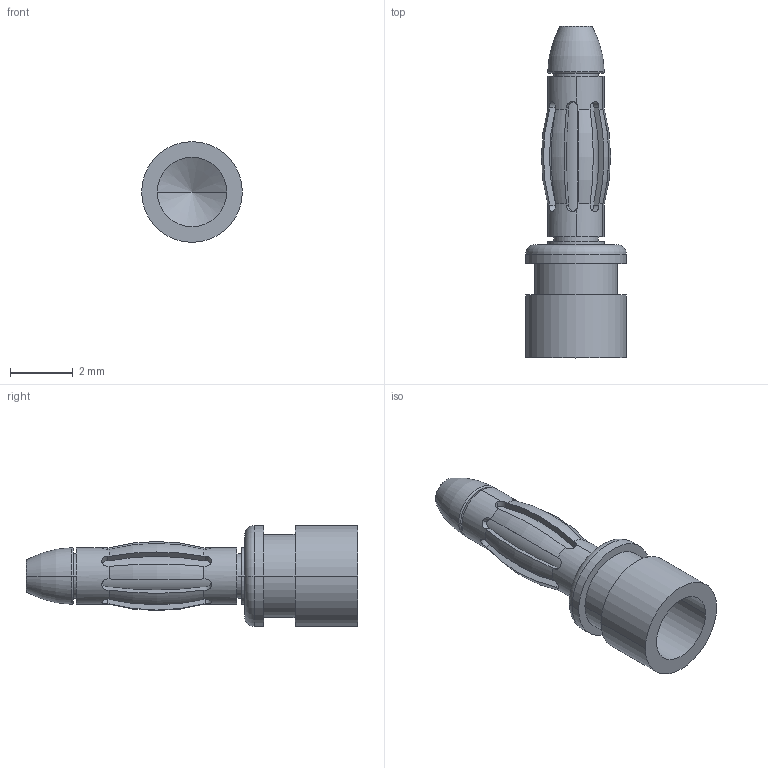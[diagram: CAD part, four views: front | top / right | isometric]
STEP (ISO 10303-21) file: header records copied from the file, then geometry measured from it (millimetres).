
FILE_DESCRIPTION (( 'STEP AP214' ), '1' );
FILE_NAME ('bullet_connector_2mm_plug.STEP', '2021-03-13T18:44:08', ( '' ), ( '' ), 'SwSTEP 2.0', 'SolidWorks 2019', '' );
FILE_SCHEMA (( 'AUTOMOTIVE_DESIGN' ));
Length unit declared in the file: millimetre
Products named in the file (1): bullet_connector_2mm_plug
Bounding box: 3.2 x 10.55 x 3.2 mm (x, y, z)
Volume: 33.8 mm3; surface area: 134.3 mm2
Topology: 1 solids, 1 shells, 107 faces, 334 edges, 217 vertices
Faces by surface type: cylinder 52, plane 27, torus 26, cone 2
Entity records: 3968 total; most frequent: CARTESIAN_POINT 981, ORIENTED_EDGE 664, DIRECTION 610, EDGE_CURVE 332, AXIS2_PLACEMENT_3D 242, VERTEX_POINT 217, CIRCLE 134, VECTOR 126
